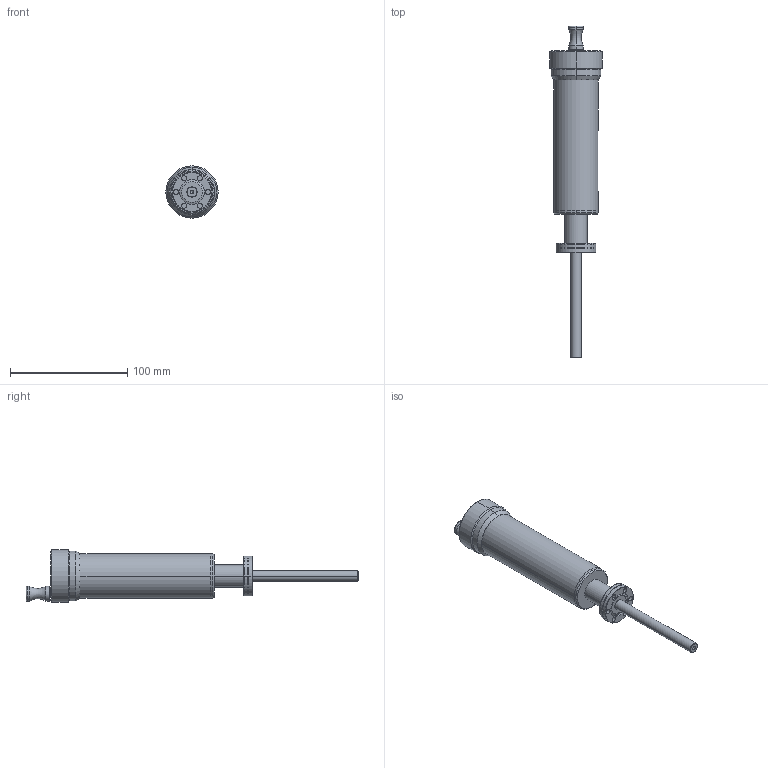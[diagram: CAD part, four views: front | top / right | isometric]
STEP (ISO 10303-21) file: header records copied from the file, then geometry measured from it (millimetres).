
FILE_DESCRIPTION((''),'2;1');
FILE_NAME('ZLDS950','2012-01-17T',('graeme.farley'),(''),'PRO/ENGINEER BY PARAMETRIC TECHNOLOGY CORPORATION, 2010140','PRO/ENGINEER BY PARAMETRIC TECHNOLOGY CORPORATION, 2010140','');
FILE_SCHEMA(('CONFIG_CONTROL_DESIGN'));
Length unit declared in the file: millimetre
Products named in the file (1): ZLDS950
Bounding box: 44.5 x 283 x 44.5 mm (x, y, z)
Volume: 185890.4 mm3; surface area: 28023.1 mm2
Topology: 1 solids, 1 shells, 98 faces, 237 edges, 149 vertices
Faces by surface type: cylinder 48, cone 24, plane 22, torus 4
Entity records: 2967 total; most frequent: DIRECTION 555, CARTESIAN_POINT 512, ORIENTED_EDGE 470, EDGE_CURVE 235, AXIS2_PLACEMENT_3D 226, VERTEX_POINT 149, CIRCLE 128, EDGE_LOOP 120
